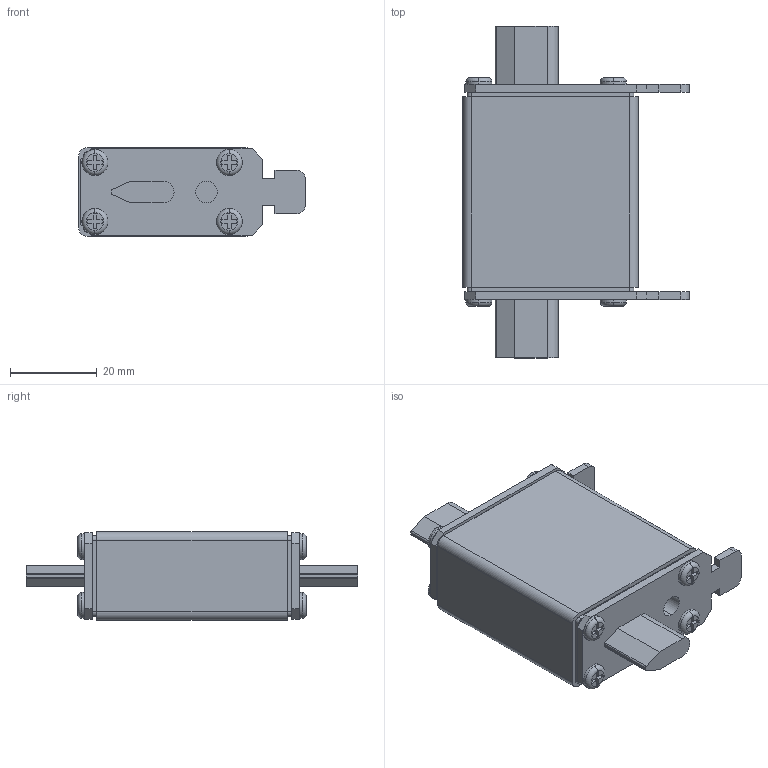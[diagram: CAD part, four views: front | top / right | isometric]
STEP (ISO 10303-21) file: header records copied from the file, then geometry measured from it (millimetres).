
FILE_DESCRIPTION (( 'STEP AP214' ), '1' );
FILE_NAME ('DPP11-012 Ïëàâêàÿ âñòàâêà ïðåäîõðàíèòåëÿ ÏÏÍÈ-33, ãàáàðèò 00Ñ, 12À.STEP', '2018-04-25T07:28:30', ( '' ), ( '' ), 'SwSTEP 2.0', 'SolidWorks 2014', '' );
FILE_SCHEMA (( 'AUTOMOTIVE_DESIGN' ));
Length unit declared in the file: millimetre
Products named in the file (1): DPP11-012 Ïëàâêàÿ âñòàâêà ïðåäîõðàíèòåëÿ ÏÏÍÈ-33, ãàáàðèò 00Ñ, 12À
Bounding box: 52.3 x 76.6 x 20.5 mm (x, y, z)
Volume: 42923.7 mm3; surface area: 9694.4 mm2
Topology: 1 solids, 1 shells, 241 faces, 634 edges, 412 vertices
Faces by surface type: plane 185, cylinder 40, torus 16
Entity records: 7386 total; most frequent: CARTESIAN_POINT 1288, ORIENTED_EDGE 1268, DIRECTION 1238, EDGE_CURVE 634, LINE 514, VECTOR 514, VERTEX_POINT 412, AXIS2_PLACEMENT_3D 362
